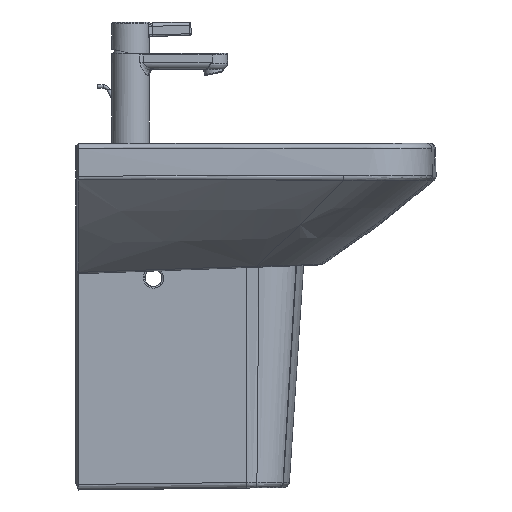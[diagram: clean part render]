
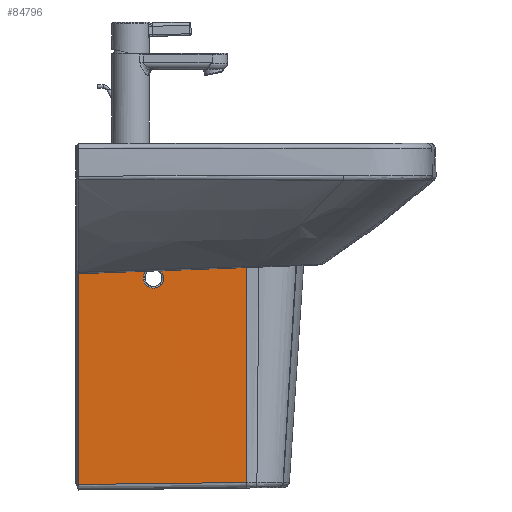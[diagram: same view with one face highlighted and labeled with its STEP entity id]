
A CAD part, front view. The second image highlights one B-rep face of the part: STEP entity #84796.
In plain terms, the highlighted free-form (B-spline) face has degree [5, 1] with [6, 2] control points.
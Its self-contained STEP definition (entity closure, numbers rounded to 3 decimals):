
#83665=CARTESIAN_POINT('',(-84.913,-3.089,-147.052));
#83666=VERTEX_POINT('',#83665);
#83682=CARTESIAN_POINT('',(-82.617,-209.134,-147.053));
#83683=VERTEX_POINT('',#83682);
#83684=CARTESIAN_POINT('',(-84.913,-3.089,-147.052));
#83685=CARTESIAN_POINT('',(-84.147,-71.771,-147.052));
#83686=CARTESIAN_POINT('',(-83.382,-140.452,-147.053));
#83687=CARTESIAN_POINT('',(-82.617,-209.134,-147.053));
#83688=B_SPLINE_CURVE_WITH_KNOTS('',3,(#83684,#83685,#83686,#83687),.UNSPECIFIED.,.F.,.U.,(4,4),(-20.606,0.0),.UNSPECIFIED.);
#83689=EDGE_CURVE('',#83666,#83683,#83688,.T.);
#84717=CARTESIAN_POINT('',(-75.245,-209.046,-425.745));
#84718=VERTEX_POINT('',#84717);
#84719=CARTESIAN_POINT('',(-75.245,-209.046,-425.745));
#84720=DIRECTION('',(-0.026,0.,1.));
#84721=VECTOR('',#84720,278.789);
#84722=LINE('',#84719,#84721);
#84723=EDGE_CURVE('',#84718,#83683,#84722,.T.);
#84739=CARTESIAN_POINT('',(-75.181,-209.045,-428.146));
#84740=CARTESIAN_POINT('',(-75.673,-167.836,-428.146));
#84741=CARTESIAN_POINT('',(-76.165,-126.628,-428.146));
#84742=CARTESIAN_POINT('',(-76.657,-85.419,-428.146));
#84743=CARTESIAN_POINT('',(-77.149,-44.211,-428.146));
#84744=CARTESIAN_POINT('',(-77.641,-3.002,-428.146));
#84745=CARTESIAN_POINT('',(-82.617,-209.134,-147.052));
#84746=CARTESIAN_POINT('',(-83.076,-167.925,-147.052));
#84747=CARTESIAN_POINT('',(-83.535,-126.716,-147.052));
#84748=CARTESIAN_POINT('',(-83.994,-85.507,-147.052));
#84749=CARTESIAN_POINT('',(-84.454,-44.298,-147.052));
#84750=CARTESIAN_POINT('',(-84.913,-3.089,-147.052));
#84751=B_SPLINE_SURFACE_WITH_KNOTS('',5,1,((#84739,#84745),(#84740,#84746),(#84741,#84747),(#84742,#84748),(#84743,#84749),(#84744,#84750)),.UNSPECIFIED.,.F.,.F.,.U.,(6,6),(2,2),(0.0,206.058),(6.856,288.047),.UNSPECIFIED.);
#84752=ORIENTED_EDGE('',*,*,#83689,.F.);
#84753=CARTESIAN_POINT('',(-77.641,-3.002,-428.146));
#84754=VERTEX_POINT('',#84753);
#84755=CARTESIAN_POINT('',(-77.641,-3.002,-428.146));
#84756=DIRECTION('',(-0.026,0.,1.));
#84757=VECTOR('',#84756,281.189);
#84758=LINE('',#84755,#84757);
#84759=EDGE_CURVE('',#83666,#84754,#84758,.F.);
#84760=ORIENTED_EDGE('',*,*,#84759,.T.);
#84761=CARTESIAN_POINT('',(-75.245,-209.046,-425.745));
#84762=CARTESIAN_POINT('',(-76.043,-140.364,-426.545));
#84763=CARTESIAN_POINT('',(-76.842,-71.683,-427.346));
#84764=CARTESIAN_POINT('',(-77.641,-3.002,-428.146));
#84765=B_SPLINE_CURVE_WITH_KNOTS('',3,(#84761,#84762,#84763,#84764),.UNSPECIFIED.,.F.,.U.,(4,4),(-103.036,103.036),.UNSPECIFIED.);
#84766=EDGE_CURVE('',#84754,#84718,#84765,.F.);
#84767=ORIENTED_EDGE('',*,*,#84766,.T.);
#84768=ORIENTED_EDGE('',*,*,#84723,.T.);
#84769=EDGE_LOOP('',(#84752,#84760,#84767,#84768));
#84770=FACE_OUTER_BOUND('',#84769,.T.);
#84771=CARTESIAN_POINT('',(-83.187,-106.108,-169.125));
#84772=VERTEX_POINT('',#84771);
#84773=CARTESIAN_POINT('',(-83.188,-106.11,-169.123));
#84774=CARTESIAN_POINT('',(-83.24,-105.227,-167.484));
#84775=CARTESIAN_POINT('',(-83.344,-102.696,-164.585));
#84776=CARTESIAN_POINT('',(-83.463,-97.394,-162.328));
#84777=CARTESIAN_POINT('',(-83.52,-91.645,-162.595));
#84778=CARTESIAN_POINT('',(-83.505,-86.577,-165.333));
#84779=CARTESIAN_POINT('',(-83.421,-83.207,-169.998));
#84780=CARTESIAN_POINT('',(-83.27,-82.071,-176.279));
#84781=CARTESIAN_POINT('',(-83.122,-83.831,-181.181));
#84782=CARTESIAN_POINT('',(-83.021,-86.294,-183.988));
#84783=CARTESIAN_POINT('',(-82.926,-89.158,-186.426));
#84784=CARTESIAN_POINT('',(-82.839,-93.482,-187.892));
#84785=CARTESIAN_POINT('',(-82.793,-99.118,-187.201));
#84786=CARTESIAN_POINT('',(-82.806,-103.625,-184.779));
#84787=CARTESIAN_POINT('',(-82.89,-107.001,-180.107));
#84788=CARTESIAN_POINT('',(-83.026,-108.015,-174.468));
#84789=CARTESIAN_POINT('',(-83.135,-106.993,-170.763));
#84790=CARTESIAN_POINT('',(-83.188,-106.11,-169.123));
#84791=B_SPLINE_CURVE_WITH_KNOTS('',3,(#84773,#84774,#84775,#84776,#84777,#84778,#84779,#84780,#84781,#84782,#84783,#84784,#84785,#84786,#84787,#84788,#84789,#84790),.UNSPECIFIED.,.T.,.U.,(4,1,1,1,1,1,1,1,1,1,1,1,1,1,1,4),(-3.97,-3.412,-2.854,-2.295,-1.737,-1.179,-0.621,0.123,0.309,0.495,1.239,1.611,2.17,2.728,3.286,3.844),.UNSPECIFIED.);
#84792=EDGE_CURVE('',#84772,#84772,#84791,.T.);
#84793=ORIENTED_EDGE('',*,*,#84792,.F.);
#84794=EDGE_LOOP('',(#84793));
#84795=FACE_BOUND('',#84794,.T.);
#84796=ADVANCED_FACE('',(#84770,#84795),#84751,.F.);
